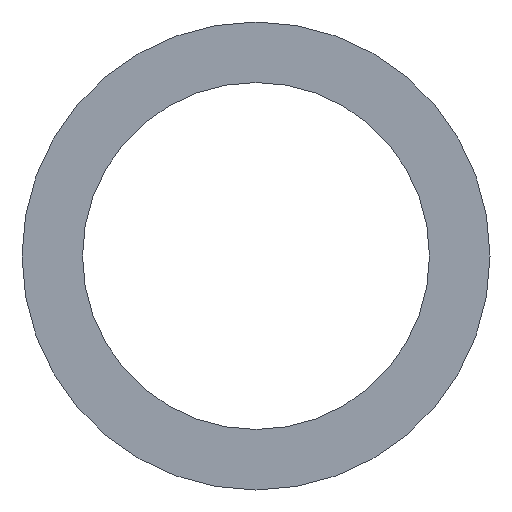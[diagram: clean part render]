
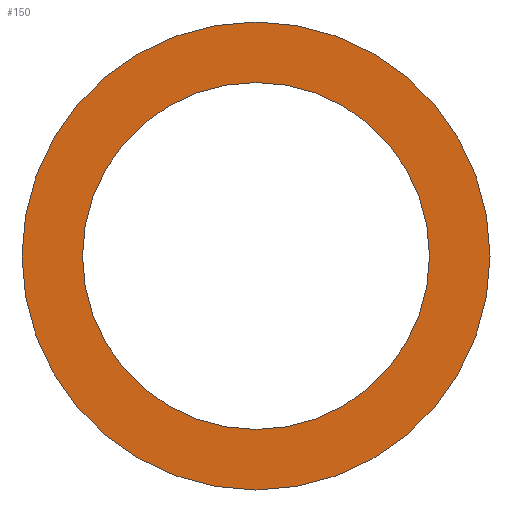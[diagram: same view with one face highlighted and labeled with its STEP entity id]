
A CAD part, left-side view. The second image highlights one B-rep face of the part: STEP entity #150.
In plain terms, the highlighted planar face has unit normal (-1, 0, 0).
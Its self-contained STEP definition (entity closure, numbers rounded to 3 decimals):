
#20 = CARTESIAN_POINT ( 'NONE',  ( -12., 0., -29. ) ) ;
#27 = DIRECTION ( 'NONE',  ( 0., 0., 1. ) ) ;
#28 = ORIENTED_EDGE ( 'NONE', *, *, #262, .F. ) ;
#54 = DIRECTION ( 'NONE',  ( 0., 0., 1. ) ) ;
#64 = CARTESIAN_POINT ( 'NONE',  ( -12., 0., 21.5 ) ) ;
#66 = CIRCLE ( 'NONE', #119, 29. ) ;
#74 = DIRECTION ( 'NONE',  ( -1., 0., 0. ) ) ;
#87 = PLANE ( 'NONE',  #194 ) ;
#89 = EDGE_LOOP ( 'NONE', ( #308, #28 ) ) ;
#94 = ORIENTED_EDGE ( 'NONE', *, *, #131, .T. ) ;
#117 = CIRCLE ( 'NONE', #237, 21.5 ) ;
#119 = AXIS2_PLACEMENT_3D ( 'NONE', #283, #276, #419 ) ;
#121 = DIRECTION ( 'NONE',  ( -1., 0., 0. ) ) ;
#122 = EDGE_LOOP ( 'NONE', ( #94, #189 ) ) ;
#124 = DIRECTION ( 'NONE',  ( 0., 0., 1. ) ) ;
#131 = EDGE_CURVE ( 'NONE', #350, #192, #288, .T. ) ;
#150 = ADVANCED_FACE ( 'NONE', ( #372, #176 ), #87, .T. ) ;
#151 = DIRECTION ( 'NONE',  ( -1., 0., 0. ) ) ;
#176 = FACE_BOUND ( 'NONE', #89, .T. ) ;
#184 = CARTESIAN_POINT ( 'NONE',  ( -12., 0., 29. ) ) ;
#189 = ORIENTED_EDGE ( 'NONE', *, *, #256, .T. ) ;
#192 = VERTEX_POINT ( 'NONE', #20 ) ;
#194 = AXIS2_PLACEMENT_3D ( 'NONE', #302, #121, #54 ) ;
#211 = DIRECTION ( 'NONE',  ( -1., 0., 0. ) ) ;
#220 = CARTESIAN_POINT ( 'NONE',  ( -12., 0., 0. ) ) ;
#225 = EDGE_CURVE ( 'NONE', #287, #416, #117, .T. ) ;
#237 = AXIS2_PLACEMENT_3D ( 'NONE', #220, #151, #124 ) ;
#256 = EDGE_CURVE ( 'NONE', #192, #350, #66, .T. ) ;
#262 = EDGE_CURVE ( 'NONE', #416, #287, #265, .T. ) ;
#265 = CIRCLE ( 'NONE', #427, 21.5 ) ;
#276 = DIRECTION ( 'NONE',  ( -1., 0., 0. ) ) ;
#283 = CARTESIAN_POINT ( 'NONE',  ( -12., 0., 0. ) ) ;
#287 = VERTEX_POINT ( 'NONE', #64 ) ;
#288 = CIRCLE ( 'NONE', #418, 29. ) ;
#299 = CARTESIAN_POINT ( 'NONE',  ( -12., 0., 0. ) ) ;
#302 = CARTESIAN_POINT ( 'NONE',  ( -12., 21.5, 0. ) ) ;
#308 = ORIENTED_EDGE ( 'NONE', *, *, #225, .F. ) ;
#322 = CARTESIAN_POINT ( 'NONE',  ( -12., 0., -21.5 ) ) ;
#327 = DIRECTION ( 'NONE',  ( 0., 0., 1. ) ) ;
#350 = VERTEX_POINT ( 'NONE', #184 ) ;
#370 = CARTESIAN_POINT ( 'NONE',  ( -12., 0., 0. ) ) ;
#372 = FACE_OUTER_BOUND ( 'NONE', #122, .T. ) ;
#416 = VERTEX_POINT ( 'NONE', #322 ) ;
#418 = AXIS2_PLACEMENT_3D ( 'NONE', #299, #74, #327 ) ;
#419 = DIRECTION ( 'NONE',  ( 0., 0., 1. ) ) ;
#427 = AXIS2_PLACEMENT_3D ( 'NONE', #370, #211, #27 ) ;
